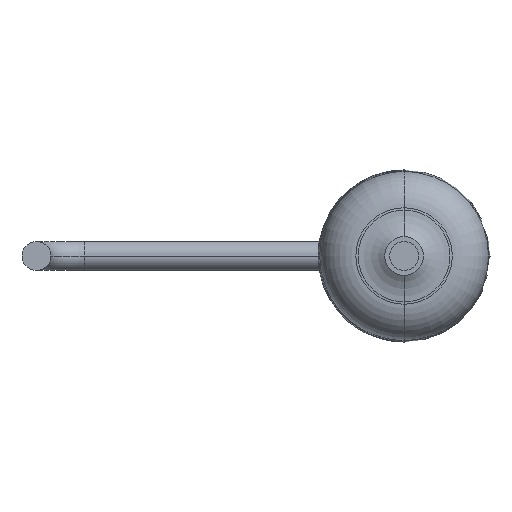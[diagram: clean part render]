
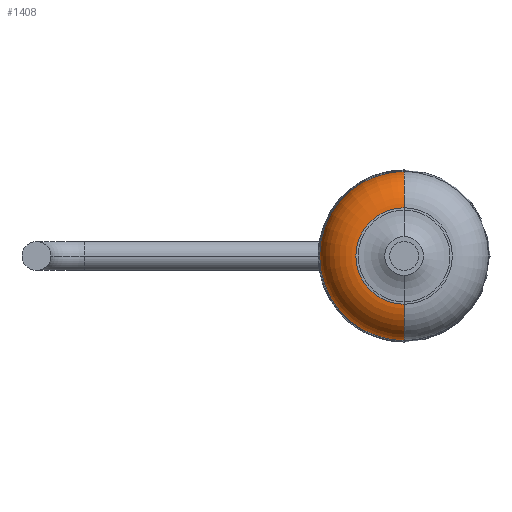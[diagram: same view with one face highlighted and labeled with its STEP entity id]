
A CAD part, front view. The second image highlights one B-rep face of the part: STEP entity #1408.
In plain terms, the highlighted toroidal (fillet/blend) face has major radius 0.952 mm and minor radius 0.8 mm.
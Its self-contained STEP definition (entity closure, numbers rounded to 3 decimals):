
#48 = DIRECTION ( 'NONE',  ( -1., 0., 0. ) ) ;
#62 = CARTESIAN_POINT ( 'NONE',  ( -1.75, -3.75, 0. ) ) ;
#174 = VERTEX_POINT ( 'NONE', #428 ) ;
#257 = DIRECTION ( 'NONE',  ( 0., -1., 0. ) ) ;
#294 = DIRECTION ( 'NONE',  ( 0., 0., -1. ) ) ;
#325 = TOROIDAL_SURFACE ( 'NONE', #451, 0.952, 0.8 ) ;
#371 = CIRCLE ( 'NONE', #414, 0.8 ) ;
#402 = CARTESIAN_POINT ( 'NONE',  ( 0., -3.7, 0.952 ) ) ;
#414 = AXIS2_PLACEMENT_3D ( 'NONE', #479, #48, #657 ) ;
#417 = AXIS2_PLACEMENT_3D ( 'NONE', #1934, #1966, #1358 ) ;
#422 = EDGE_CURVE ( 'NONE', #1815, #1903, #1288, .T. ) ;
#428 = CARTESIAN_POINT ( 'NONE',  ( 0., -4.5, 0.952 ) ) ;
#451 = AXIS2_PLACEMENT_3D ( 'NONE', #2059, #257, #462 ) ;
#454 = DIRECTION ( 'NONE',  ( 0., 0., -1. ) ) ;
#462 = DIRECTION ( 'NONE',  ( 0., 0., -1. ) ) ;
#479 = CARTESIAN_POINT ( 'NONE',  ( 0., -3.7, -0.952 ) ) ;
#493 = DIRECTION ( 'NONE',  ( 0., -1., 0. ) ) ;
#525 = ORIENTED_EDGE ( 'NONE', *, *, #2339, .T. ) ;
#562 = CARTESIAN_POINT ( 'NONE',  ( 0., -3.75, -1.75 ) ) ;
#657 = DIRECTION ( 'NONE',  ( 0., 0., 1. ) ) ;
#744 = AXIS2_PLACEMENT_3D ( 'NONE', #402, #2209, #454 ) ;
#763 = VERTEX_POINT ( 'NONE', #2272 ) ;
#850 = EDGE_CURVE ( 'NONE', #174, #763, #852, .T. ) ;
#852 = CIRCLE ( 'NONE', #1998, 0.952 ) ;
#884 = ORIENTED_EDGE ( 'NONE', *, *, #1646, .F. ) ;
#997 = CARTESIAN_POINT ( 'NONE',  ( 0., -3.75, 1.75 ) ) ;
#1069 = CARTESIAN_POINT ( 'NONE',  ( 0., -3.75, 0. ) ) ;
#1099 = ORIENTED_EDGE ( 'NONE', *, *, #1919, .T. ) ;
#1126 = ORIENTED_EDGE ( 'NONE', *, *, #422, .T. ) ;
#1288 = CIRCLE ( 'NONE', #2086, 1.75 ) ;
#1358 = DIRECTION ( 'NONE',  ( 0., 0., -1. ) ) ;
#1408 = ADVANCED_FACE ( 'NONE', ( #2222 ), #325, .T. ) ;
#1453 = ORIENTED_EDGE ( 'NONE', *, *, #850, .F. ) ;
#1564 = CIRCLE ( 'NONE', #417, 1.75 ) ;
#1646 = EDGE_CURVE ( 'NONE', #1815, #174, #2469, .T. ) ;
#1741 = DIRECTION ( 'NONE',  ( 0., -1., 0. ) ) ;
#1815 = VERTEX_POINT ( 'NONE', #997 ) ;
#1903 = VERTEX_POINT ( 'NONE', #62 ) ;
#1919 = EDGE_CURVE ( 'NONE', #2311, #763, #371, .T. ) ;
#1934 = CARTESIAN_POINT ( 'NONE',  ( 0., -3.75, 0. ) ) ;
#1965 = CARTESIAN_POINT ( 'NONE',  ( 0., -4.5, 0. ) ) ;
#1966 = DIRECTION ( 'NONE',  ( 0., -1., 0. ) ) ;
#1998 = AXIS2_PLACEMENT_3D ( 'NONE', #1965, #1741, #2146 ) ;
#2036 = EDGE_LOOP ( 'NONE', ( #884, #1126, #525, #1099, #1453 ) ) ;
#2059 = CARTESIAN_POINT ( 'NONE',  ( 0., -3.7, 0. ) ) ;
#2086 = AXIS2_PLACEMENT_3D ( 'NONE', #1069, #493, #294 ) ;
#2146 = DIRECTION ( 'NONE',  ( 0., 0., 1. ) ) ;
#2209 = DIRECTION ( 'NONE',  ( 1., 0., 0. ) ) ;
#2222 = FACE_OUTER_BOUND ( 'NONE', #2036, .T. ) ;
#2272 = CARTESIAN_POINT ( 'NONE',  ( 0., -4.5, -0.952 ) ) ;
#2311 = VERTEX_POINT ( 'NONE', #562 ) ;
#2339 = EDGE_CURVE ( 'NONE', #1903, #2311, #1564, .T. ) ;
#2469 = CIRCLE ( 'NONE', #744, 0.8 ) ;
